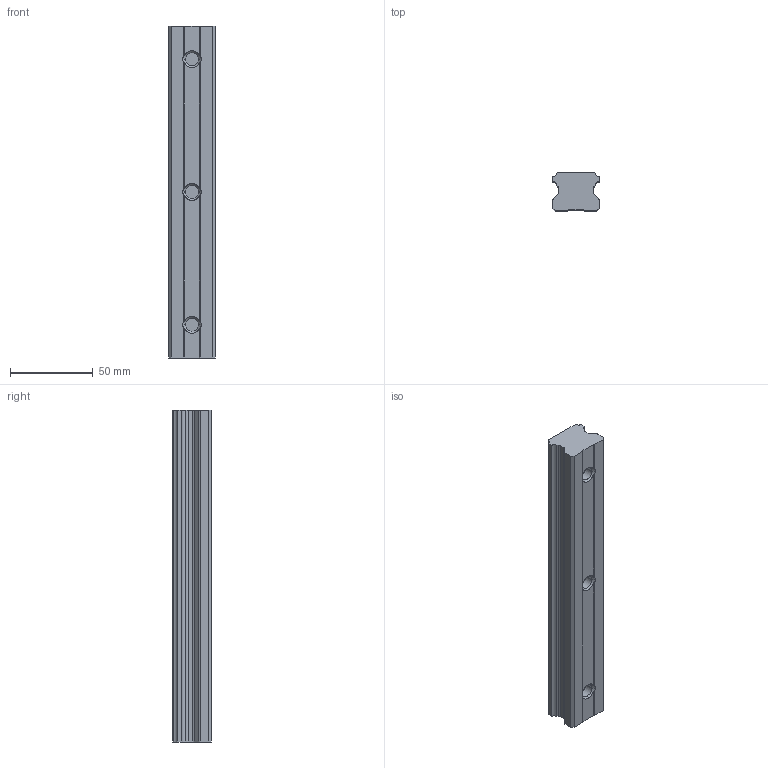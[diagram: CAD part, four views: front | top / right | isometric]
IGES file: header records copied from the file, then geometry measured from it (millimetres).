
Start section: SolidWorks IGES file using analytic representation for surfaces
Global section: file name: EGR30T.IGS; native system: SolidWorks 2006 by SolidWorks Corporation; preprocessor: SolidWorks 2006 by SolidWorks Corporation; author: sibylle; date: 070116.144451; units: millimetre
Bounding box: 28 x 23 x 200 mm (x, y, z)
Surface area: 22868.8 mm2 (no closed solid volume)
Topology: 0 solids, 0 shells, 64 faces, 652 edges, 652 vertices
Faces by surface type: bspline 34, revolution 30
